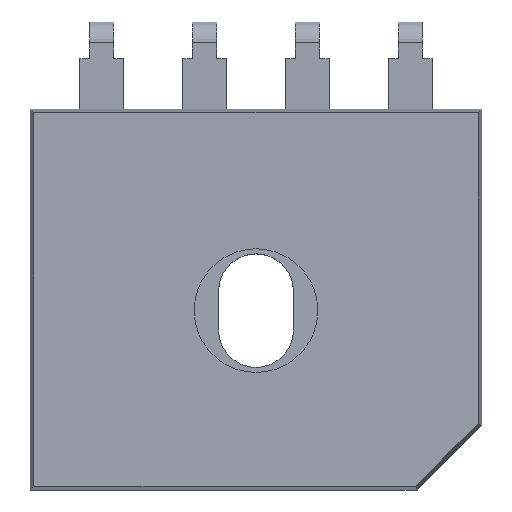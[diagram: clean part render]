
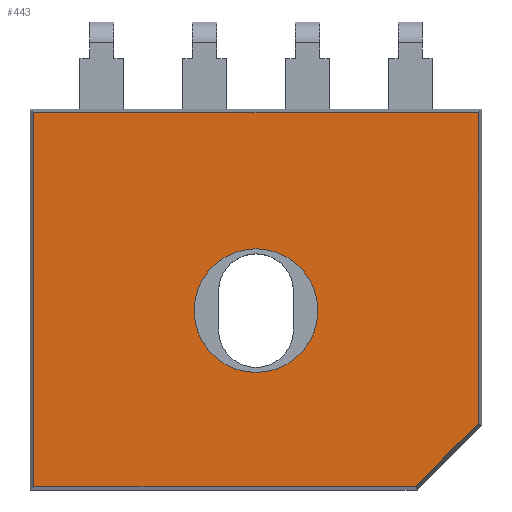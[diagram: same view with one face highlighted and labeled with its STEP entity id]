
A CAD part, top view. The second image highlights one B-rep face of the part: STEP entity #443.
In plain terms, the highlighted planar face has unit normal (0, 0, 1).
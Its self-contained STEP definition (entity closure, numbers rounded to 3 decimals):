
#443=ADVANCED_FACE('',(#1415,#1417),#1419,.T.);
#1415=FACE_BOUND('',#1416,.T.);
#1416=EDGE_LOOP('',(#2115,#2116,#2117,#2118,#2119));
#1417=FACE_BOUND('',#1418,.T.);
#1418=EDGE_LOOP('',(#2120));
#1419=PLANE('',#1420);
#1420=AXIS2_PLACEMENT_3D('',#1421,#1422,#1423);
#1421=CARTESIAN_POINT('',(0.,0.,3.56));
#1422=DIRECTION('',(0.,0.,1.));
#1423=DIRECTION('',(-1.,0.,0.));
#2115=ORIENTED_EDGE('',*,*,#2535,.T.);
#2116=ORIENTED_EDGE('',*,*,#2533,.T.);
#2117=ORIENTED_EDGE('',*,*,#2531,.T.);
#2118=ORIENTED_EDGE('',*,*,#2529,.T.);
#2119=ORIENTED_EDGE('',*,*,#2527,.T.);
#2120=ORIENTED_EDGE('',*,*,#2537,.T.);
#2527=EDGE_CURVE('',#2849,#2847,#2850,.T.);
#2529=EDGE_CURVE('',#2852,#2849,#2853,.T.);
#2531=EDGE_CURVE('',#2855,#2852,#2856,.T.);
#2533=EDGE_CURVE('',#2858,#2855,#2859,.T.);
#2535=EDGE_CURVE('',#2847,#2858,#2861,.T.);
#2537=EDGE_CURVE('',#2864,#2864,#2865,.F.);
#2847=VERTEX_POINT('',#3421);
#2849=VERTEX_POINT('',#3425);
#2850=LINE('',#3426,#3427);
#2852=VERTEX_POINT('',#3432);
#2853=LINE('',#3433,#3434);
#2855=VERTEX_POINT('',#3439);
#2856=LINE('',#3440,#3441);
#2858=VERTEX_POINT('',#3446);
#2859=LINE('',#3447,#3448);
#2861=LINE('',#3453,#3454);
#2864=VERTEX_POINT('',#3461);
#2865=CIRCLE('',#3462,3.053);
#3421=CARTESIAN_POINT('',(10.971,-19.578,3.56));
#3425=CARTESIAN_POINT('',(7.876,-22.673,3.56));
#3426=CARTESIAN_POINT('',(7.876,-22.673,3.56));
#3427=VECTOR('',#3428,1.);
#3428=DIRECTION('',(0.707,0.707,0.));
#3432=CARTESIAN_POINT('',(-10.971,-22.673,3.56));
#3433=CARTESIAN_POINT('',(-10.971,-22.673,3.56));
#3434=VECTOR('',#3435,1.);
#3435=DIRECTION('',(1.,0.,0.));
#3439=CARTESIAN_POINT('',(-10.971,-4.232,3.56));
#3440=CARTESIAN_POINT('',(-10.971,-4.232,3.56));
#3441=VECTOR('',#3442,1.);
#3442=DIRECTION('',(0.,-1.,0.));
#3446=CARTESIAN_POINT('',(10.971,-4.232,3.56));
#3447=CARTESIAN_POINT('',(10.971,-4.232,3.56));
#3448=VECTOR('',#3449,1.);
#3449=DIRECTION('',(-1.,0.,0.));
#3453=CARTESIAN_POINT('',(10.971,-19.578,3.56));
#3454=VECTOR('',#3455,1.);
#3455=DIRECTION('',(0.,1.,0.));
#3461=CARTESIAN_POINT('',(-3.053,-14.,3.56));
#3462=AXIS2_PLACEMENT_3D('',#3463,#3464,#3465);
#3463=CARTESIAN_POINT('',(0.,-14.,3.56));
#3464=DIRECTION('',(0.,0.,1.));
#3465=DIRECTION('',(-1.,0.,0.));
